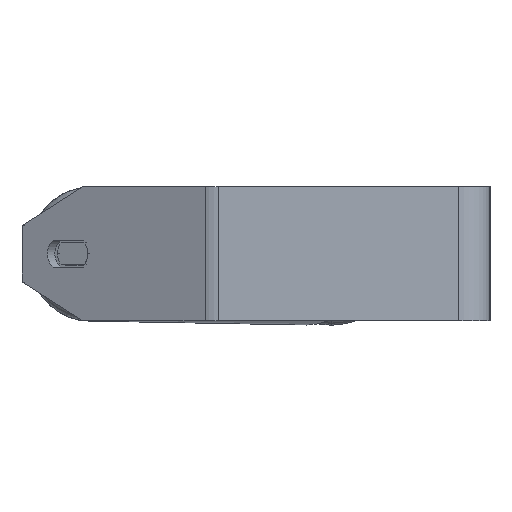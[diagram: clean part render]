
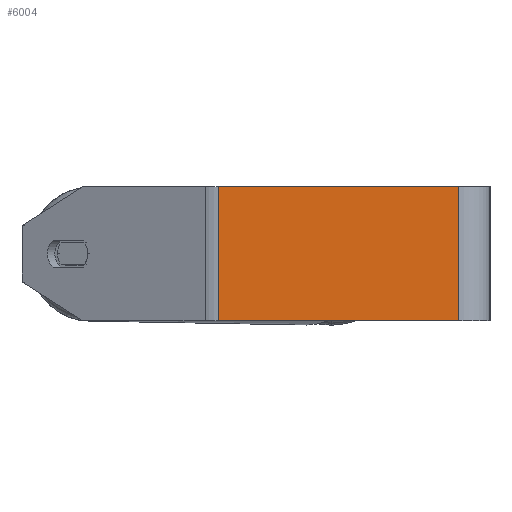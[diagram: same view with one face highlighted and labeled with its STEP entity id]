
A CAD part, left-side view. The second image highlights one B-rep face of the part: STEP entity #6004.
In plain terms, the highlighted planar face has unit normal (-1, 0, 0).
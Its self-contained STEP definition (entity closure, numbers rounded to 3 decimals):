
#25 = ORIENTED_EDGE ( 'NONE', *, *, #4966, .F. ) ;
#544 = CARTESIAN_POINT ( 'NONE',  ( -415., 124.702, 30. ) ) ;
#732 = CARTESIAN_POINT ( 'NONE',  ( -415., 121.598, -30. ) ) ;
#806 = LINE ( 'NONE', #6884, #3553 ) ;
#1232 = VECTOR ( 'NONE', #3482, 1000. ) ;
#1288 = FACE_OUTER_BOUND ( 'NONE', #1802, .T. ) ;
#1802 = EDGE_LOOP ( 'NONE', ( #3424, #25, #4394, #5859 ) ) ;
#2104 = EDGE_CURVE ( 'NONE', #3354, #4045, #806, .T. ) ;
#2646 = CARTESIAN_POINT ( 'NONE',  ( -415., 14., 30. ) ) ;
#2834 = LINE ( 'NONE', #3615, #3103 ) ;
#3103 = VECTOR ( 'NONE', #4238, 1000. ) ;
#3254 = AXIS2_PLACEMENT_3D ( 'NONE', #544, #3273, #5996 ) ;
#3273 = DIRECTION ( 'NONE',  ( 1., 0., 0. ) ) ;
#3354 = VERTEX_POINT ( 'NONE', #6353 ) ;
#3424 = ORIENTED_EDGE ( 'NONE', *, *, #4165, .T. ) ;
#3477 = CARTESIAN_POINT ( 'NONE',  ( -415., 121.598, 30. ) ) ;
#3478 = DIRECTION ( 'NONE',  ( 0., -1., 0. ) ) ;
#3482 = DIRECTION ( 'NONE',  ( 0., -1., 0. ) ) ;
#3553 = VECTOR ( 'NONE', #3478, 1000. ) ;
#3615 = CARTESIAN_POINT ( 'NONE',  ( -415., 14., 30. ) ) ;
#3760 = VERTEX_POINT ( 'NONE', #732 ) ;
#4045 = VERTEX_POINT ( 'NONE', #2646 ) ;
#4148 = LINE ( 'NONE', #3477, #7993 ) ;
#4165 = EDGE_CURVE ( 'NONE', #3760, #4806, #7572, .T. ) ;
#4238 = DIRECTION ( 'NONE',  ( 0., 0., -1. ) ) ;
#4394 = ORIENTED_EDGE ( 'NONE', *, *, #2104, .F. ) ;
#4806 = VERTEX_POINT ( 'NONE', #5947 ) ;
#4966 = EDGE_CURVE ( 'NONE', #4045, #4806, #2834, .T. ) ;
#5859 = ORIENTED_EDGE ( 'NONE', *, *, #7719, .T. ) ;
#5947 = CARTESIAN_POINT ( 'NONE',  ( -415., 14., -30. ) ) ;
#5996 = DIRECTION ( 'NONE',  ( 0., 0., -1. ) ) ;
#6004 = ADVANCED_FACE ( 'NONE', ( #1288 ), #6664, .F. ) ;
#6200 = DIRECTION ( 'NONE',  ( 0., 0., -1. ) ) ;
#6353 = CARTESIAN_POINT ( 'NONE',  ( -415., 121.598, 30. ) ) ;
#6664 = PLANE ( 'NONE',  #3254 ) ;
#6884 = CARTESIAN_POINT ( 'NONE',  ( -415., 124.702, 30. ) ) ;
#6888 = CARTESIAN_POINT ( 'NONE',  ( -415., 124.702, -30. ) ) ;
#7572 = LINE ( 'NONE', #6888, #1232 ) ;
#7719 = EDGE_CURVE ( 'NONE', #3354, #3760, #4148, .T. ) ;
#7993 = VECTOR ( 'NONE', #6200, 1000. ) ;
